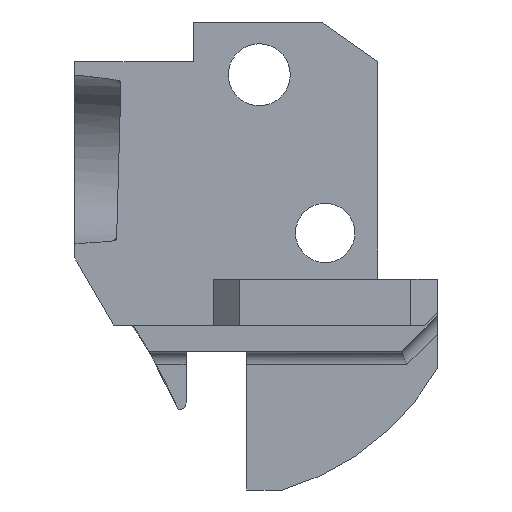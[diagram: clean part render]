
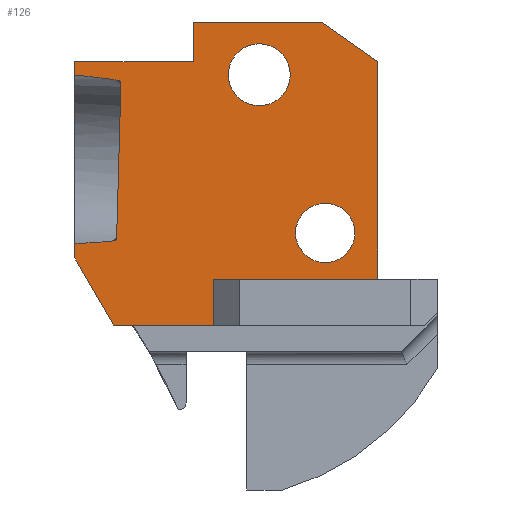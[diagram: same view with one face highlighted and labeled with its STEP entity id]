
A CAD part, left-side view. The second image highlights one B-rep face of the part: STEP entity #126.
In plain terms, the highlighted planar face has unit normal (-1, 0, 0).
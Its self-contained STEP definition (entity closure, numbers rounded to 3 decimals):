
#37=ELLIPSE('',#1140,19.011,6.5);
#38=ELLIPSE('',#1141,19.011,6.5);
#45=B_SPLINE_CURVE_WITH_KNOTS('',3,(#1687,#1688,#1689,#1690,#1691,#1692,
#1693,#1694,#1695,#1696,#1697,#1698,#1699,#1700,#1701,#1702),
 .UNSPECIFIED.,.F.,.F.,(4,3,3,3,3,4),(0.,0.227,0.453,
0.697,0.944,1.),.UNSPECIFIED.);
#46=B_SPLINE_CURVE_WITH_KNOTS('',3,(#1706,#1707,#1708,#1709,#1710,#1711,
#1712,#1713,#1714,#1715,#1716,#1717,#1718,#1719,#1720,#1721),
 .UNSPECIFIED.,.F.,.F.,(4,3,3,3,3,4),(0.,0.225,0.448,
0.69,0.938,1.),.UNSPECIFIED.);
#126=ADVANCED_FACE('',(#242,#243,#244),#175,.F.);
#175=PLANE('',#1146);
#218=CIRCLE('',#1142,2.35);
#219=CIRCLE('',#1143,2.35);
#220=CIRCLE('',#1144,2.25);
#221=CIRCLE('',#1145,2.25);
#242=FACE_BOUND('',#265,.T.);
#243=FACE_BOUND('',#266,.T.);
#244=FACE_BOUND('',#267,.T.);
#265=EDGE_LOOP('',(#401,#402,#403,#404,#405,#406,#407,#408,#409,#410,#411,
#412,#413,#414,#415,#416,#417));
#266=EDGE_LOOP('',(#418,#419));
#267=EDGE_LOOP('',(#420,#421));
#401=ORIENTED_EDGE('',*,*,#781,.F.);
#402=ORIENTED_EDGE('',*,*,#782,.T.);
#403=ORIENTED_EDGE('',*,*,#783,.F.);
#404=ORIENTED_EDGE('',*,*,#712,.T.);
#405=ORIENTED_EDGE('',*,*,#780,.F.);
#406=ORIENTED_EDGE('',*,*,#778,.F.);
#407=ORIENTED_EDGE('',*,*,#776,.F.);
#408=ORIENTED_EDGE('',*,*,#774,.F.);
#409=ORIENTED_EDGE('',*,*,#772,.F.);
#410=ORIENTED_EDGE('',*,*,#770,.F.);
#411=ORIENTED_EDGE('',*,*,#784,.F.);
#412=ORIENTED_EDGE('',*,*,#785,.F.);
#413=ORIENTED_EDGE('',*,*,#786,.F.);
#414=ORIENTED_EDGE('',*,*,#787,.F.);
#415=ORIENTED_EDGE('',*,*,#788,.F.);
#416=ORIENTED_EDGE('',*,*,#768,.F.);
#417=ORIENTED_EDGE('',*,*,#789,.F.);
#418=ORIENTED_EDGE('',*,*,#790,.F.);
#419=ORIENTED_EDGE('',*,*,#791,.F.);
#420=ORIENTED_EDGE('',*,*,#792,.F.);
#421=ORIENTED_EDGE('',*,*,#793,.F.);
#610=VERTEX_POINT('',#1514);
#612=VERTEX_POINT('',#1517);
#660=VERTEX_POINT('',#1652);
#661=VERTEX_POINT('',#1654);
#662=VERTEX_POINT('',#1656);
#663=VERTEX_POINT('',#1658);
#664=VERTEX_POINT('',#1662);
#665=VERTEX_POINT('',#1666);
#666=VERTEX_POINT('',#1670);
#667=VERTEX_POINT('',#1674);
#668=VERTEX_POINT('',#1680);
#669=VERTEX_POINT('',#1681);
#670=VERTEX_POINT('',#1683);
#671=VERTEX_POINT('',#1686);
#672=VERTEX_POINT('',#1703);
#673=VERTEX_POINT('',#1705);
#674=VERTEX_POINT('',#1722);
#675=VERTEX_POINT('',#1726);
#676=VERTEX_POINT('',#1727);
#677=VERTEX_POINT('',#1730);
#678=VERTEX_POINT('',#1731);
#712=EDGE_CURVE('',#612,#610,#863,.T.);
#768=EDGE_CURVE('',#660,#661,#895,.T.);
#770=EDGE_CURVE('',#662,#663,#896,.T.);
#772=EDGE_CURVE('',#663,#664,#898,.T.);
#774=EDGE_CURVE('',#664,#665,#900,.T.);
#776=EDGE_CURVE('',#665,#666,#902,.T.);
#778=EDGE_CURVE('',#666,#667,#904,.T.);
#780=EDGE_CURVE('',#667,#610,#906,.T.);
#781=EDGE_CURVE('',#668,#669,#907,.T.);
#782=EDGE_CURVE('',#668,#670,#908,.T.);
#783=EDGE_CURVE('',#612,#670,#909,.T.);
#784=EDGE_CURVE('',#671,#662,#37,.T.);
#785=EDGE_CURVE('',#672,#671,#45,.T.);
#786=EDGE_CURVE('',#673,#672,#910,.T.);
#787=EDGE_CURVE('',#674,#673,#46,.T.);
#788=EDGE_CURVE('',#661,#674,#38,.T.);
#789=EDGE_CURVE('',#669,#660,#911,.T.);
#790=EDGE_CURVE('',#675,#676,#218,.T.);
#791=EDGE_CURVE('',#676,#675,#219,.T.);
#792=EDGE_CURVE('',#677,#678,#220,.T.);
#793=EDGE_CURVE('',#678,#677,#221,.T.);
#863=LINE('',#1516,#965);
#895=LINE('',#1653,#997);
#896=LINE('',#1657,#998);
#898=LINE('',#1661,#1000);
#900=LINE('',#1665,#1002);
#902=LINE('',#1669,#1004);
#904=LINE('',#1673,#1006);
#906=LINE('',#1677,#1008);
#907=LINE('',#1679,#1009);
#908=LINE('',#1682,#1010);
#909=LINE('',#1684,#1011);
#910=LINE('',#1704,#1012);
#911=LINE('',#1724,#1013);
#965=VECTOR('',#1212,1.);
#997=VECTOR('',#1300,1.);
#998=VECTOR('',#1303,1.);
#1000=VECTOR('',#1307,1.);
#1002=VECTOR('',#1311,1.);
#1004=VECTOR('',#1315,1.);
#1006=VECTOR('',#1319,1.);
#1008=VECTOR('',#1323,1.);
#1009=VECTOR('',#1326,1.);
#1010=VECTOR('',#1327,1.);
#1011=VECTOR('',#1328,1.);
#1012=VECTOR('',#1331,1.);
#1013=VECTOR('',#1334,1.);
#1140=AXIS2_PLACEMENT_3D('',#1685,#1329,#1330);
#1141=AXIS2_PLACEMENT_3D('',#1723,#1332,#1333);
#1142=AXIS2_PLACEMENT_3D('',#1725,#1335,#1336);
#1143=AXIS2_PLACEMENT_3D('',#1728,#1337,#1338);
#1144=AXIS2_PLACEMENT_3D('',#1729,#1339,#1340);
#1145=AXIS2_PLACEMENT_3D('',#1732,#1341,#1342);
#1146=AXIS2_PLACEMENT_3D('',#1733,#1343,#1344);
#1212=DIRECTION('',(0.,-1.,0.));
#1300=DIRECTION('',(0.,0.,1.));
#1303=DIRECTION('',(0.,0.,1.));
#1307=DIRECTION('',(0.,-1.,0.));
#1311=DIRECTION('',(0.,0.,1.));
#1315=DIRECTION('',(0.,-1.,0.));
#1319=DIRECTION('',(0.,-0.819,-0.574));
#1323=DIRECTION('',(0.,0.,-1.));
#1326=DIRECTION('',(0.,0.607,0.795));
#1327=DIRECTION('',(0.,-1.,0.));
#1328=DIRECTION('',(0.,0.,-1.));
#1329=DIRECTION('',(-1.,0.,0.));
#1330=DIRECTION('',(0.,-1.,-0.028));
#1331=DIRECTION('',(0.,-0.028,1.));
#1332=DIRECTION('',(-1.,0.,0.));
#1333=DIRECTION('',(0.,-1.,-0.028));
#1334=DIRECTION('',(0.,0.5,0.866));
#1335=DIRECTION('',(-1.,0.,0.));
#1336=DIRECTION('',(0.,0.,-1.));
#1337=DIRECTION('',(-1.,0.,0.));
#1338=DIRECTION('',(0.,0.,1.));
#1339=DIRECTION('',(-1.,0.,0.));
#1340=DIRECTION('',(0.,0.,-1.));
#1341=DIRECTION('',(-1.,0.,0.));
#1342=DIRECTION('',(0.,0.,1.));
#1343=DIRECTION('',(1.,0.,0.));
#1344=DIRECTION('',(0.,0.,-1.));
#1514=CARTESIAN_POINT('',(0.,0.,0.));
#1516=CARTESIAN_POINT('',(0.,12.5,0.));
#1517=CARTESIAN_POINT('',(0.,12.5,0.));
#1652=CARTESIAN_POINT('',(0.,23.,1.6));
#1653=CARTESIAN_POINT('',(0.,23.,1.6));
#1654=CARTESIAN_POINT('',(0.,23.,2.692));
#1656=CARTESIAN_POINT('',(0.,23.,15.472));
#1657=CARTESIAN_POINT('',(0.,23.,15.472));
#1658=CARTESIAN_POINT('',(0.,23.,16.5));
#1661=CARTESIAN_POINT('',(0.,23.,16.5));
#1662=CARTESIAN_POINT('',(0.,14.,16.5));
#1665=CARTESIAN_POINT('',(0.,14.,16.5));
#1666=CARTESIAN_POINT('',(0.,14.,19.5));
#1669=CARTESIAN_POINT('',(0.,14.,19.5));
#1670=CARTESIAN_POINT('',(0.,4.284,19.5));
#1673=CARTESIAN_POINT('',(0.,4.284,19.5));
#1674=CARTESIAN_POINT('',(0.,0.,16.5));
#1677=CARTESIAN_POINT('',(0.,0.,16.5));
#1679=CARTESIAN_POINT('',(0.,20.037,-3.5));
#1680=CARTESIAN_POINT('',(0.,20.037,-3.5));
#1681=CARTESIAN_POINT('',(0.,20.113,-3.4));
#1682=CARTESIAN_POINT('',(0.,20.037,-3.5));
#1683=CARTESIAN_POINT('',(0.,12.5,-3.5));
#1684=CARTESIAN_POINT('',(0.,12.5,0.));
#1685=CARTESIAN_POINT('',(0.,26.517,9.169));
#1686=CARTESIAN_POINT('',(0.,19.702,15.071));
#1687=CARTESIAN_POINT('',(0.,19.496,14.822));
#1688=CARTESIAN_POINT('',(0.,19.495,14.849));
#1689=CARTESIAN_POINT('',(0.,19.499,14.876));
#1690=CARTESIAN_POINT('',(0.,19.507,14.901));
#1691=CARTESIAN_POINT('',(0.,19.515,14.926));
#1692=CARTESIAN_POINT('',(0.,19.528,14.95));
#1693=CARTESIAN_POINT('',(0.,19.543,14.971));
#1694=CARTESIAN_POINT('',(0.,19.56,14.994));
#1695=CARTESIAN_POINT('',(0.,19.581,15.015));
#1696=CARTESIAN_POINT('',(0.,19.604,15.031));
#1697=CARTESIAN_POINT('',(0.,19.627,15.047));
#1698=CARTESIAN_POINT('',(0.,19.654,15.06));
#1699=CARTESIAN_POINT('',(0.,19.682,15.067));
#1700=CARTESIAN_POINT('',(0.,19.689,15.068));
#1701=CARTESIAN_POINT('',(0.,19.695,15.07));
#1702=CARTESIAN_POINT('',(0.,19.702,15.071));
#1703=CARTESIAN_POINT('',(0.,19.496,14.822));
#1704=CARTESIAN_POINT('',(0.,19.821,3.133));
#1705=CARTESIAN_POINT('',(0.,19.821,3.133));
#1706=CARTESIAN_POINT('',(0.,20.041,2.896));
#1707=CARTESIAN_POINT('',(0.,20.015,2.899));
#1708=CARTESIAN_POINT('',(0.,19.989,2.906));
#1709=CARTESIAN_POINT('',(0.,19.965,2.918));
#1710=CARTESIAN_POINT('',(0.,19.942,2.929));
#1711=CARTESIAN_POINT('',(0.,19.92,2.944));
#1712=CARTESIAN_POINT('',(0.,19.901,2.962));
#1713=CARTESIAN_POINT('',(0.,19.88,2.981));
#1714=CARTESIAN_POINT('',(0.,19.863,3.004));
#1715=CARTESIAN_POINT('',(0.,19.849,3.029));
#1716=CARTESIAN_POINT('',(0.,19.836,3.054));
#1717=CARTESIAN_POINT('',(0.,19.827,3.083));
#1718=CARTESIAN_POINT('',(0.,19.823,3.111));
#1719=CARTESIAN_POINT('',(0.,19.822,3.118));
#1720=CARTESIAN_POINT('',(0.,19.822,3.126));
#1721=CARTESIAN_POINT('',(0.,19.821,3.133));
#1722=CARTESIAN_POINT('',(0.,20.041,2.896));
#1723=CARTESIAN_POINT('',(0.,26.517,9.169));
#1724=CARTESIAN_POINT('',(0.,20.113,-3.4));
#1725=CARTESIAN_POINT('',(0.,9.,15.5));
#1726=CARTESIAN_POINT('',(0.,9.,13.15));
#1727=CARTESIAN_POINT('',(0.,9.,17.85));
#1728=CARTESIAN_POINT('',(0.,9.,15.5));
#1729=CARTESIAN_POINT('',(0.,4.,3.5));
#1730=CARTESIAN_POINT('',(0.,4.,1.25));
#1731=CARTESIAN_POINT('',(0.,4.,5.75));
#1732=CARTESIAN_POINT('',(0.,4.,3.5));
#1733=CARTESIAN_POINT('',(0.,11.5,8.));
